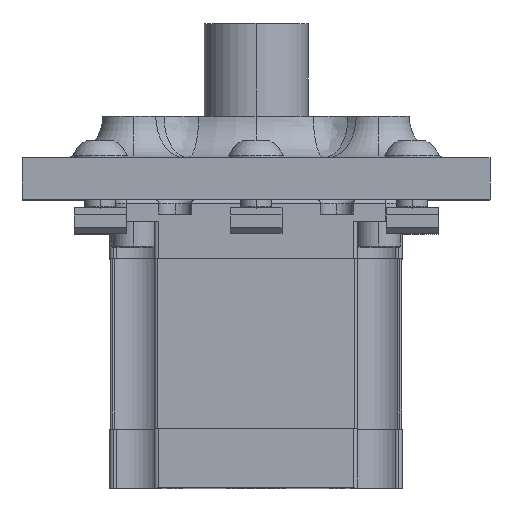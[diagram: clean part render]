
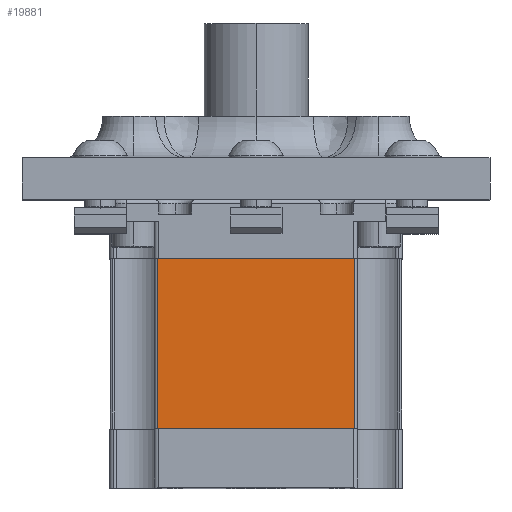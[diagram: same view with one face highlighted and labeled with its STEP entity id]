
A CAD part, top view. The second image highlights one B-rep face of the part: STEP entity #19881.
In plain terms, the highlighted planar face has unit normal (0, 0, 1).
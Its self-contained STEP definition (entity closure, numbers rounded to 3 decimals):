
#533 = LINE ( 'NONE', #12969, #5196 ) ;
#656 = EDGE_CURVE ( 'NONE', #19784, #13361, #4443, .T. ) ;
#2544 = CARTESIAN_POINT ( 'NONE',  ( 32.766, -18.939, 28.1 ) ) ;
#3446 = ORIENTED_EDGE ( 'NONE', *, *, #656, .T. ) ;
#3614 = DIRECTION ( 'NONE',  ( 0., 1., 0. ) ) ;
#4169 = LINE ( 'NONE', #14126, #7534 ) ;
#4443 = LINE ( 'NONE', #6490, #6858 ) ;
#5196 = VECTOR ( 'NONE', #21546, 1000. ) ;
#5380 = EDGE_LOOP ( 'NONE', ( #3446, #6431, #14308, #17662 ) ) ;
#6276 = DIRECTION ( 'NONE',  ( 0., -1., 0. ) ) ;
#6431 = ORIENTED_EDGE ( 'NONE', *, *, #21964, .F. ) ;
#6490 = CARTESIAN_POINT ( 'NONE',  ( 0., -18.939, 28.1 ) ) ;
#6858 = VECTOR ( 'NONE', #6276, 1000. ) ;
#7226 = VECTOR ( 'NONE', #9523, 1000. ) ;
#7534 = VECTOR ( 'NONE', #19826, 1000. ) ;
#9462 = CARTESIAN_POINT ( 'NONE',  ( 0., -18.939, 28.1 ) ) ;
#9523 = DIRECTION ( 'NONE',  ( -1., 0., 0. ) ) ;
#12638 = EDGE_CURVE ( 'NONE', #17005, #18634, #533, .T. ) ;
#12969 = CARTESIAN_POINT ( 'NONE',  ( 32.766, -18.939, 28.1 ) ) ;
#13361 = VERTEX_POINT ( 'NONE', #9462 ) ;
#13677 = CARTESIAN_POINT ( 'NONE',  ( 0., 18.939, 28.1 ) ) ;
#14126 = CARTESIAN_POINT ( 'NONE',  ( 32.766, 18.939, 28.1 ) ) ;
#14308 = ORIENTED_EDGE ( 'NONE', *, *, #12638, .F. ) ;
#14556 = EDGE_CURVE ( 'NONE', #17005, #19784, #4169, .T. ) ;
#16083 = DIRECTION ( 'NONE',  ( 0., 0., -1. ) ) ;
#16600 = LINE ( 'NONE', #2544, #7226 ) ;
#17005 = VERTEX_POINT ( 'NONE', #18743 ) ;
#17662 = ORIENTED_EDGE ( 'NONE', *, *, #14556, .T. ) ;
#18634 = VERTEX_POINT ( 'NONE', #21098 ) ;
#18743 = CARTESIAN_POINT ( 'NONE',  ( 32.766, 18.939, 28.1 ) ) ;
#19255 = FACE_OUTER_BOUND ( 'NONE', #5380, .T. ) ;
#19784 = VERTEX_POINT ( 'NONE', #13677 ) ;
#19826 = DIRECTION ( 'NONE',  ( -1., 0., 0. ) ) ;
#19881 = ADVANCED_FACE ( 'NONE', ( #19255 ), #20973, .F. ) ;
#20973 = PLANE ( 'NONE',  #22253 ) ;
#21089 = CARTESIAN_POINT ( 'NONE',  ( 32.766, -18.939, 28.1 ) ) ;
#21098 = CARTESIAN_POINT ( 'NONE',  ( 32.766, -18.939, 28.1 ) ) ;
#21546 = DIRECTION ( 'NONE',  ( 0., -1., 0. ) ) ;
#21964 = EDGE_CURVE ( 'NONE', #18634, #13361, #16600, .T. ) ;
#22253 = AXIS2_PLACEMENT_3D ( 'NONE', #21089, #16083, #3614 ) ;
